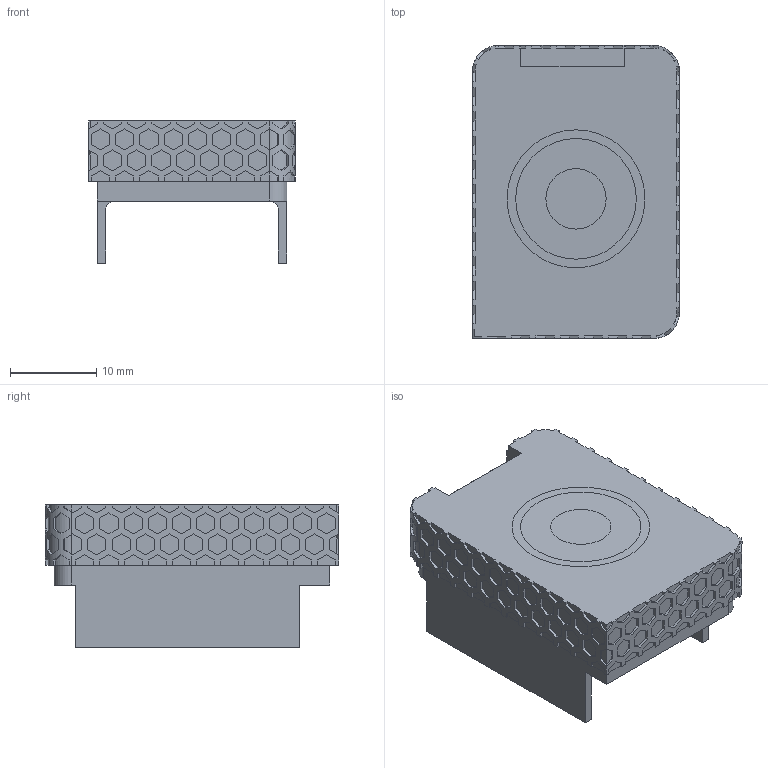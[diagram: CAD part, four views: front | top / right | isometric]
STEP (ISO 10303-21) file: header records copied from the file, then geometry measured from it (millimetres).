
FILE_DESCRIPTION(/* description */ ('','CAx-IF Rec.Pracs.---Representation and Presentation of Product Manufacturing Information (PMI)---4.0---2014-10-13'),/* implementation_level */ '2;1');
FILE_NAME(/* name */ 'coco_top_v1.5.step',/* time_stamp */ '2025-01-22T12:50:35+01:00',/* author */ (''),/* organization */ (''),/* preprocessor_version */ 'ST-DEVELOPER v20',/* originating_system */ 'Autodesk Translation Framework v13.20.0.188',/* authorisation */ '');
FILE_SCHEMA (('AP242_MANAGED_MODEL_BASED_3D_ENGINEERING_MIM_LF { 1 0 10303 442 1 1 4 }'));
Length unit declared in the file: millimetre
Products named in the file (1): coco_top_v1.5_mesh40
Bounding box: 24 x 34 x 16.5 mm (x, y, z)
Volume: 3159.8 mm3; surface area: 4572.4 mm2
Topology: 4 solids, 4 shells, 1034 faces, 2832 edges, 1863 vertices
Faces by surface type: plane 913, bspline 75, cylinder 46
Full cylindrical faces by diameter (mm): 7 x2, 14 x2, 16 x2
Entity records: 33107 total; most frequent: CARTESIAN_POINT 7305, ORIENTED_EDGE 5664, DIRECTION 4657, EDGE_CURVE 2832, LINE 2627, VECTOR 2627, VERTEX_POINT 1863, EDGE_LOOP 1099
